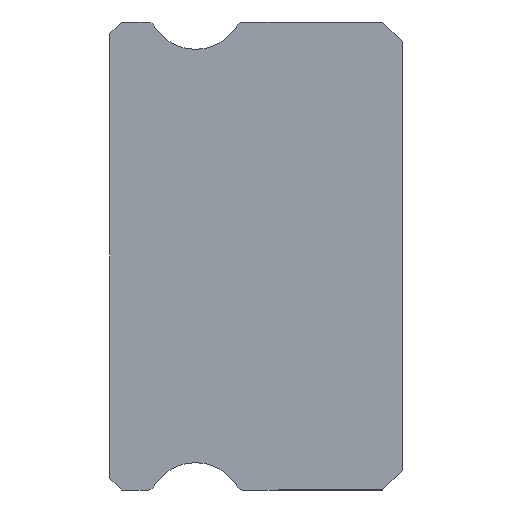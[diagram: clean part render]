
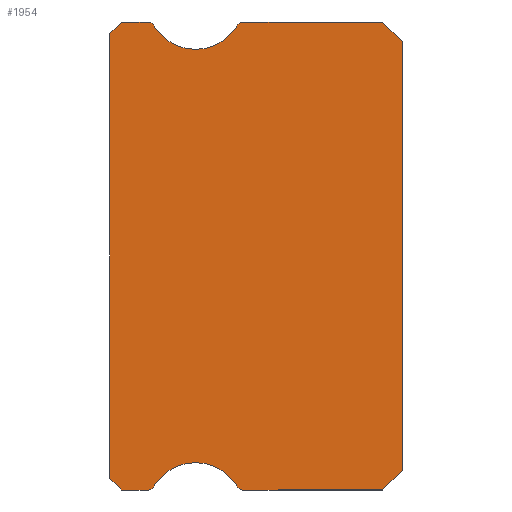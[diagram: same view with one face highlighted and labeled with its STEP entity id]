
A CAD part, left-side view. The second image highlights one B-rep face of the part: STEP entity #1954.
In plain terms, the highlighted planar face has unit normal (-1, 0, 0).
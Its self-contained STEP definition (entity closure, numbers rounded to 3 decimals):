
#3 = EDGE_CURVE ( 'NONE', #2426, #602, #491, .T. ) ;
#6 = CARTESIAN_POINT ( 'NONE',  ( -12.5, 0., 5.5 ) ) ;
#13 = VERTEX_POINT ( 'NONE', #2008 ) ;
#14 = AXIS2_PLACEMENT_3D ( 'NONE', #1271, #1122, #1464 ) ;
#20 = CARTESIAN_POINT ( 'NONE',  ( -12.5, 7.5, 5.85 ) ) ;
#47 = DIRECTION ( 'NONE',  ( 0., -0.707, -0.707 ) ) ;
#66 = DIRECTION ( 'NONE',  ( 1., 0., 0. ) ) ;
#80 = CARTESIAN_POINT ( 'NONE',  ( -12.5, 6.383, -5.925 ) ) ;
#107 = VECTOR ( 'NONE', #649, 1000. ) ;
#117 = EDGE_CURVE ( 'NONE', #1730, #1982, #1993, .T. ) ;
#132 = AXIS2_PLACEMENT_3D ( 'NONE', #1243, #1229, #2000 ) ;
#150 = VERTEX_POINT ( 'NONE', #166 ) ;
#156 = CIRCLE ( 'NONE', #742, 0.15 ) ;
#162 = ORIENTED_EDGE ( 'NONE', *, *, #2380, .T. ) ;
#166 = CARTESIAN_POINT ( 'NONE',  ( -12.5, 6.512, -6. ) ) ;
#192 = DIRECTION ( 'NONE',  ( -1., 0., 0. ) ) ;
#200 = CARTESIAN_POINT ( 'NONE',  ( -12.5, 5.3, 6.55 ) ) ;
#211 = VECTOR ( 'NONE', #47, 1000. ) ;
#214 = CIRCLE ( 'NONE', #132, 0.15 ) ;
#218 = ORIENTED_EDGE ( 'NONE', *, *, #1176, .T. ) ;
#229 = DIRECTION ( 'NONE',  ( 0., 0., -1. ) ) ;
#246 = CARTESIAN_POINT ( 'NONE',  ( -12.5, 6.512, -6. ) ) ;
#323 = EDGE_CURVE ( 'NONE', #1627, #1155, #2217, .T. ) ;
#346 = ORIENTED_EDGE ( 'NONE', *, *, #2204, .F. ) ;
#349 = CARTESIAN_POINT ( 'NONE',  ( -12.5, 6.512, 6. ) ) ;
#353 = CARTESIAN_POINT ( 'NONE',  ( -12.5, 4.217, -5.925 ) ) ;
#398 = CARTESIAN_POINT ( 'NONE',  ( -12.5, 4.088, 5.85 ) ) ;
#434 = DIRECTION ( 'NONE',  ( -1., 0., 0. ) ) ;
#440 = EDGE_CURVE ( 'NONE', #2317, #2426, #2254, .T. ) ;
#442 = DIRECTION ( 'NONE',  ( 0., -1., 0. ) ) ;
#444 = CIRCLE ( 'NONE', #486, 0.15 ) ;
#452 = VECTOR ( 'NONE', #740, 1000. ) ;
#459 = CIRCLE ( 'NONE', #1033, 0.15 ) ;
#465 = ORIENTED_EDGE ( 'NONE', *, *, #3, .T. ) ;
#474 = DIRECTION ( 'NONE',  ( 0., 1., 0. ) ) ;
#486 = AXIS2_PLACEMENT_3D ( 'NONE', #398, #1980, #229 ) ;
#491 = LINE ( 'NONE', #889, #794 ) ;
#493 = CARTESIAN_POINT ( 'NONE',  ( -12.5, 7.5, -5.7 ) ) ;
#516 = ORIENTED_EDGE ( 'NONE', *, *, #1966, .F. ) ;
#525 = VERTEX_POINT ( 'NONE', #353 ) ;
#530 = VECTOR ( 'NONE', #1552, 1000. ) ;
#596 = CARTESIAN_POINT ( 'NONE',  ( -12.5, 7.2, -6. ) ) ;
#602 = VERTEX_POINT ( 'NONE', #1209 ) ;
#639 = EDGE_LOOP ( 'NONE', ( #465, #1692, #1742, #218, #346, #1521, #1058, #848, #1799, #162, #516, #867, #2156, #1094, #1715, #1613, #984 ) ) ;
#646 = LINE ( 'NONE', #2183, #844 ) ;
#649 = DIRECTION ( 'NONE',  ( 0., -0.707, -0.707 ) ) ;
#652 = EDGE_CURVE ( 'NONE', #1735, #2201, #1602, .T. ) ;
#669 = CARTESIAN_POINT ( 'NONE',  ( -12.5, 0.5, -6. ) ) ;
#701 = EDGE_CURVE ( 'NONE', #1155, #525, #459, .T. ) ;
#740 = DIRECTION ( 'NONE',  ( 0., 1., 0. ) ) ;
#742 = AXIS2_PLACEMENT_3D ( 'NONE', #1045, #66, #855 ) ;
#794 = VECTOR ( 'NONE', #1267, 1000. ) ;
#817 = CARTESIAN_POINT ( 'NONE',  ( -12.5, 0.5, 6. ) ) ;
#838 = DIRECTION ( 'NONE',  ( 0., 0., -1. ) ) ;
#844 = VECTOR ( 'NONE', #442, 1000. ) ;
#848 = ORIENTED_EDGE ( 'NONE', *, *, #323, .F. ) ;
#855 = DIRECTION ( 'NONE',  ( 0., 0., -1. ) ) ;
#858 = CARTESIAN_POINT ( 'NONE',  ( -12.5, 6.512, -6. ) ) ;
#860 = EDGE_CURVE ( 'NONE', #2317, #2248, #214, .T. ) ;
#867 = ORIENTED_EDGE ( 'NONE', *, *, #1681, .F. ) ;
#889 = CARTESIAN_POINT ( 'NONE',  ( -12.5, 7.5, 5.7 ) ) ;
#902 = FACE_OUTER_BOUND ( 'NONE', #639, .T. ) ;
#905 = VECTOR ( 'NONE', #474, 1000. ) ;
#912 = AXIS2_PLACEMENT_3D ( 'NONE', #980, #192, #1332 ) ;
#980 = CARTESIAN_POINT ( 'NONE',  ( -12.5, 5.3, 6.55 ) ) ;
#984 = ORIENTED_EDGE ( 'NONE', *, *, #440, .T. ) ;
#1022 = CARTESIAN_POINT ( 'NONE',  ( -12.5, 0., 5.5 ) ) ;
#1023 = LINE ( 'NONE', #2526, #530 ) ;
#1033 = AXIS2_PLACEMENT_3D ( 'NONE', #2527, #1185, #2151 ) ;
#1045 = CARTESIAN_POINT ( 'NONE',  ( -12.5, 6.512, -5.85 ) ) ;
#1058 = ORIENTED_EDGE ( 'NONE', *, *, #701, .F. ) ;
#1094 = ORIENTED_EDGE ( 'NONE', *, *, #117, .F. ) ;
#1118 = CIRCLE ( 'NONE', #14, 1.25 ) ;
#1122 = DIRECTION ( 'NONE',  ( -1., 0., 0. ) ) ;
#1155 = VERTEX_POINT ( 'NONE', #1556 ) ;
#1168 = LINE ( 'NONE', #1022, #2066 ) ;
#1176 = EDGE_CURVE ( 'NONE', #2201, #150, #1983, .T. ) ;
#1185 = DIRECTION ( 'NONE',  ( 1., 0., 0. ) ) ;
#1207 = VERTEX_POINT ( 'NONE', #1756 ) ;
#1209 = CARTESIAN_POINT ( 'NONE',  ( -12.5, 7.5, 5.7 ) ) ;
#1219 = EDGE_CURVE ( 'NONE', #525, #2223, #1118, .T. ) ;
#1228 = AXIS2_PLACEMENT_3D ( 'NONE', #2447, #1483, #1436 ) ;
#1229 = DIRECTION ( 'NONE',  ( 1., 0., 0. ) ) ;
#1243 = CARTESIAN_POINT ( 'NONE',  ( -12.5, 6.512, 5.85 ) ) ;
#1267 = DIRECTION ( 'NONE',  ( 0., 0.707, -0.707 ) ) ;
#1271 = CARTESIAN_POINT ( 'NONE',  ( -12.5, 5.3, -6.55 ) ) ;
#1332 = DIRECTION ( 'NONE',  ( 0., 0., -1. ) ) ;
#1384 = CIRCLE ( 'NONE', #1938, 1.25 ) ;
#1390 = DIRECTION ( 'NONE',  ( 0., 0., 1. ) ) ;
#1409 = CARTESIAN_POINT ( 'NONE',  ( -12.5, 4.217, 5.925 ) ) ;
#1421 = CARTESIAN_POINT ( 'NONE',  ( -12.5, 0., -5.5 ) ) ;
#1436 = DIRECTION ( 'NONE',  ( 0., 0., -1. ) ) ;
#1464 = DIRECTION ( 'NONE',  ( 0., 0., -1. ) ) ;
#1477 = CARTESIAN_POINT ( 'NONE',  ( -12.5, 7.2, -6. ) ) ;
#1480 = VECTOR ( 'NONE', #2191, 1000. ) ;
#1483 = DIRECTION ( 'NONE',  ( 1., 0., 0. ) ) ;
#1521 = ORIENTED_EDGE ( 'NONE', *, *, #1219, .F. ) ;
#1548 = CARTESIAN_POINT ( 'NONE',  ( -12.5, 7.2, 6. ) ) ;
#1552 = DIRECTION ( 'NONE',  ( 0., 0.707, -0.707 ) ) ;
#1556 = CARTESIAN_POINT ( 'NONE',  ( -12.5, 4.088, -6. ) ) ;
#1602 = LINE ( 'NONE', #596, #211 ) ;
#1613 = ORIENTED_EDGE ( 'NONE', *, *, #860, .F. ) ;
#1616 = CARTESIAN_POINT ( 'NONE',  ( -12.5, 7.2, 6. ) ) ;
#1627 = VERTEX_POINT ( 'NONE', #669 ) ;
#1667 = PLANE ( 'NONE',  #1228 ) ;
#1681 = EDGE_CURVE ( 'NONE', #1207, #13, #646, .T. ) ;
#1692 = ORIENTED_EDGE ( 'NONE', *, *, #2457, .F. ) ;
#1715 = ORIENTED_EDGE ( 'NONE', *, *, #2108, .F. ) ;
#1730 = VERTEX_POINT ( 'NONE', #2465 ) ;
#1735 = VERTEX_POINT ( 'NONE', #493 ) ;
#1742 = ORIENTED_EDGE ( 'NONE', *, *, #652, .T. ) ;
#1751 = LINE ( 'NONE', #817, #107 ) ;
#1756 = CARTESIAN_POINT ( 'NONE',  ( -12.5, 4.088, 6. ) ) ;
#1782 = DIRECTION ( 'NONE',  ( 0., 0., 1. ) ) ;
#1799 = ORIENTED_EDGE ( 'NONE', *, *, #2040, .F. ) ;
#1834 = CARTESIAN_POINT ( 'NONE',  ( -12.5, 6.383, 5.925 ) ) ;
#1938 = AXIS2_PLACEMENT_3D ( 'NONE', #200, #434, #838 ) ;
#1954 = ADVANCED_FACE ( 'NONE', ( #902 ), #1667, .F. ) ;
#1964 = VERTEX_POINT ( 'NONE', #1421 ) ;
#1966 = EDGE_CURVE ( 'NONE', #13, #2379, #1751, .T. ) ;
#1978 = LINE ( 'NONE', #20, #2355 ) ;
#1980 = DIRECTION ( 'NONE',  ( 1., 0., 0. ) ) ;
#1982 = VERTEX_POINT ( 'NONE', #1409 ) ;
#1983 = LINE ( 'NONE', #246, #1480 ) ;
#1993 = CIRCLE ( 'NONE', #912, 1.25 ) ;
#2000 = DIRECTION ( 'NONE',  ( 0., 0., -1. ) ) ;
#2008 = CARTESIAN_POINT ( 'NONE',  ( -12.5, 0.5, 6. ) ) ;
#2040 = EDGE_CURVE ( 'NONE', #1964, #1627, #1023, .T. ) ;
#2066 = VECTOR ( 'NONE', #1782, 1000. ) ;
#2073 = EDGE_CURVE ( 'NONE', #1982, #1207, #444, .T. ) ;
#2108 = EDGE_CURVE ( 'NONE', #2248, #1730, #1384, .T. ) ;
#2151 = DIRECTION ( 'NONE',  ( 0., 0., -1. ) ) ;
#2156 = ORIENTED_EDGE ( 'NONE', *, *, #2073, .F. ) ;
#2183 = CARTESIAN_POINT ( 'NONE',  ( -12.5, 6.512, 6. ) ) ;
#2191 = DIRECTION ( 'NONE',  ( 0., -1., 0. ) ) ;
#2201 = VERTEX_POINT ( 'NONE', #1477 ) ;
#2204 = EDGE_CURVE ( 'NONE', #2223, #150, #156, .T. ) ;
#2217 = LINE ( 'NONE', #858, #905 ) ;
#2223 = VERTEX_POINT ( 'NONE', #80 ) ;
#2248 = VERTEX_POINT ( 'NONE', #1834 ) ;
#2254 = LINE ( 'NONE', #1616, #452 ) ;
#2317 = VERTEX_POINT ( 'NONE', #349 ) ;
#2355 = VECTOR ( 'NONE', #1390, 1000. ) ;
#2379 = VERTEX_POINT ( 'NONE', #6 ) ;
#2380 = EDGE_CURVE ( 'NONE', #1964, #2379, #1168, .T. ) ;
#2426 = VERTEX_POINT ( 'NONE', #1548 ) ;
#2447 = CARTESIAN_POINT ( 'NONE',  ( -12.5, 6.512, 5.85 ) ) ;
#2457 = EDGE_CURVE ( 'NONE', #1735, #602, #1978, .T. ) ;
#2465 = CARTESIAN_POINT ( 'NONE',  ( -12.5, 5.3, 5.3 ) ) ;
#2526 = CARTESIAN_POINT ( 'NONE',  ( -12.5, 0., -5.5 ) ) ;
#2527 = CARTESIAN_POINT ( 'NONE',  ( -12.5, 4.088, -5.85 ) ) ;
